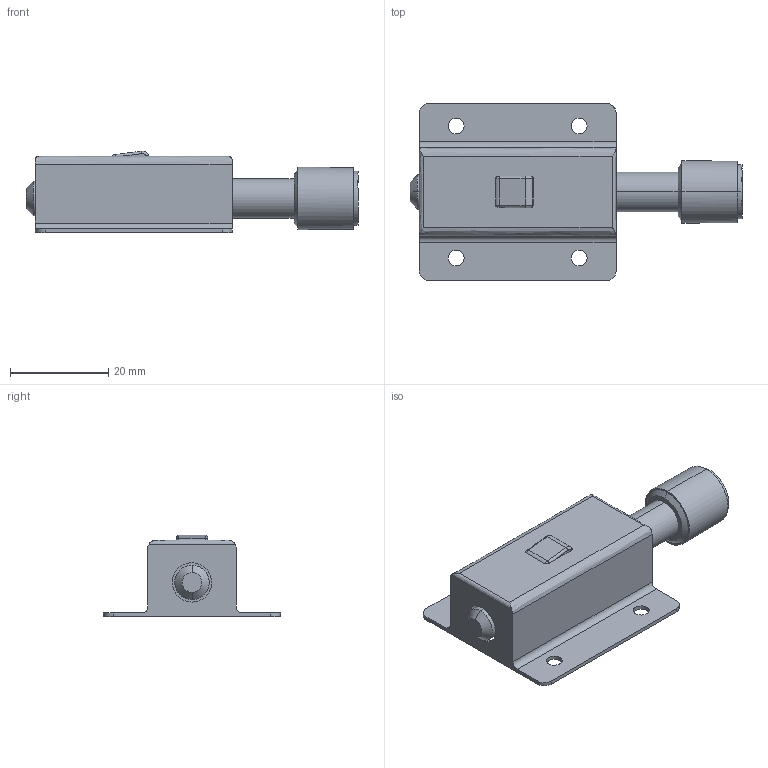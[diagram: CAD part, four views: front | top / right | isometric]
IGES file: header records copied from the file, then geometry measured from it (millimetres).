
Start section: ------------------------------------------------------------------------
Global section: file name: PC007.33680.–{‘Ì_24564.igs; native system: spGate; preprocessor: ver19.8.4 (****-****-****-****); author: Unknown; organization: Unknown; date: 250114.093439; units: millimetre
Bounding box: 67.5 x 36 x 16.61 mm (x, y, z)
Volume: 6506.2 mm3; surface area: 8430.7 mm2
Topology: 2 solids, 2 shells, 91 faces, 225 edges, 146 vertices
Faces by surface type: bspline 91
